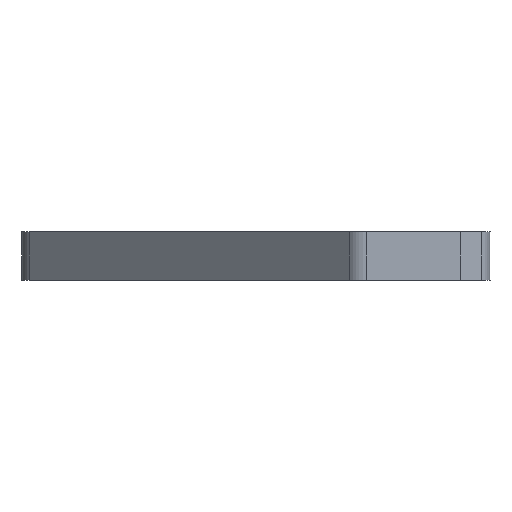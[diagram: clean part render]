
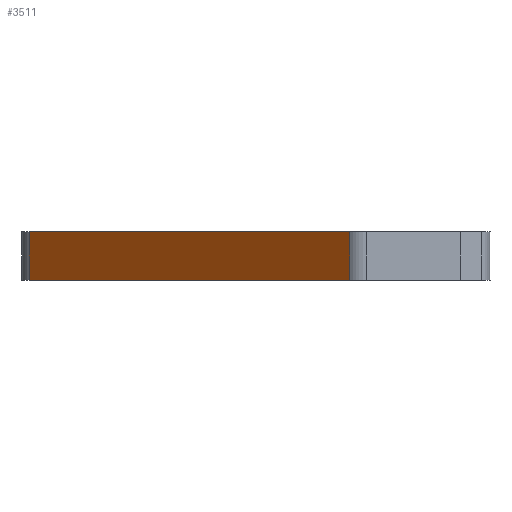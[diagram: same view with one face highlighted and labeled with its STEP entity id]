
A CAD part, left-side view. The second image highlights one B-rep face of the part: STEP entity #3511.
In plain terms, the highlighted planar face has unit normal (-0.707, 0.707, 0).
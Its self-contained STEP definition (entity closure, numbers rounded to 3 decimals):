
#192 = LINE ( 'NONE', #3828, #3868 ) ;
#290 = VERTEX_POINT ( 'NONE', #1112 ) ;
#397 = VECTOR ( 'NONE', #4646, 1000. ) ;
#653 = DIRECTION ( 'NONE',  ( -0.707, -0.707, 0. ) ) ;
#680 = CARTESIAN_POINT ( 'NONE',  ( -27.485, 61., 2. ) ) ;
#814 = VECTOR ( 'NONE', #653, 1000. ) ;
#1112 = CARTESIAN_POINT ( 'NONE',  ( -54.414, 34.071, 2. ) ) ;
#1212 = CARTESIAN_POINT ( 'NONE',  ( -27.485, 61., 2. ) ) ;
#1401 = DIRECTION ( 'NONE',  ( 0., 0., -1. ) ) ;
#1517 = LINE ( 'NONE', #680, #397 ) ;
#1583 = ORIENTED_EDGE ( 'NONE', *, *, #3357, .T. ) ;
#1611 = FACE_OUTER_BOUND ( 'NONE', #2719, .T. ) ;
#1747 = ORIENTED_EDGE ( 'NONE', *, *, #4322, .T. ) ;
#2028 = EDGE_CURVE ( 'NONE', #4623, #290, #4839, .T. ) ;
#2106 = CARTESIAN_POINT ( 'NONE',  ( -28.071, 60.414, 2. ) ) ;
#2719 = EDGE_LOOP ( 'NONE', ( #1747, #4497, #5208, #1583 ) ) ;
#3349 = CARTESIAN_POINT ( 'NONE',  ( -28.071, 60.414, -2. ) ) ;
#3357 = EDGE_CURVE ( 'NONE', #4972, #3619, #192, .T. ) ;
#3421 = LINE ( 'NONE', #5081, #814 ) ;
#3435 = CARTESIAN_POINT ( 'NONE',  ( -54.414, 34.071, -2. ) ) ;
#3511 = ADVANCED_FACE ( 'NONE', ( #1611 ), #4830, .F. ) ;
#3619 = VERTEX_POINT ( 'NONE', #3349 ) ;
#3828 = CARTESIAN_POINT ( 'NONE',  ( -28.071, 60.414, 2. ) ) ;
#3868 = VECTOR ( 'NONE', #1401, 1000. ) ;
#3921 = DIRECTION ( 'NONE',  ( 0.707, -0.707, 0. ) ) ;
#3979 = DIRECTION ( 'NONE',  ( 0.707, 0.707, 0. ) ) ;
#4044 = CARTESIAN_POINT ( 'NONE',  ( -54.414, 34.071, 2. ) ) ;
#4322 = EDGE_CURVE ( 'NONE', #3619, #4623, #3421, .T. ) ;
#4345 = EDGE_CURVE ( 'NONE', #4972, #290, #1517, .T. ) ;
#4477 = AXIS2_PLACEMENT_3D ( 'NONE', #1212, #3921, #3979 ) ;
#4497 = ORIENTED_EDGE ( 'NONE', *, *, #2028, .T. ) ;
#4623 = VERTEX_POINT ( 'NONE', #3435 ) ;
#4646 = DIRECTION ( 'NONE',  ( -0.707, -0.707, 0. ) ) ;
#4830 = PLANE ( 'NONE',  #4477 ) ;
#4839 = LINE ( 'NONE', #4044, #4969 ) ;
#4969 = VECTOR ( 'NONE', #5197, 1000. ) ;
#4972 = VERTEX_POINT ( 'NONE', #2106 ) ;
#5081 = CARTESIAN_POINT ( 'NONE',  ( -27.485, 61., -2. ) ) ;
#5197 = DIRECTION ( 'NONE',  ( 0., 0., 1. ) ) ;
#5208 = ORIENTED_EDGE ( 'NONE', *, *, #4345, .F. ) ;
